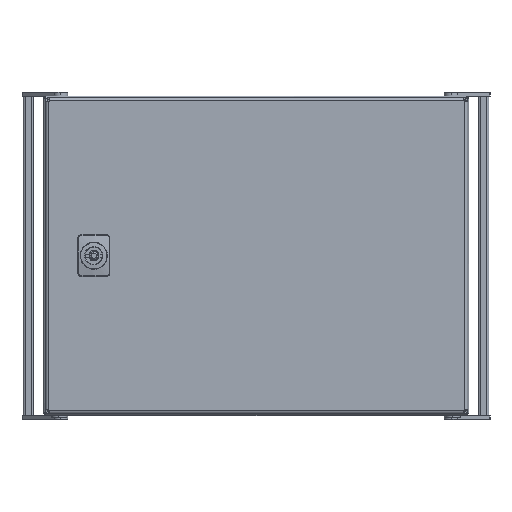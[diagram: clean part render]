
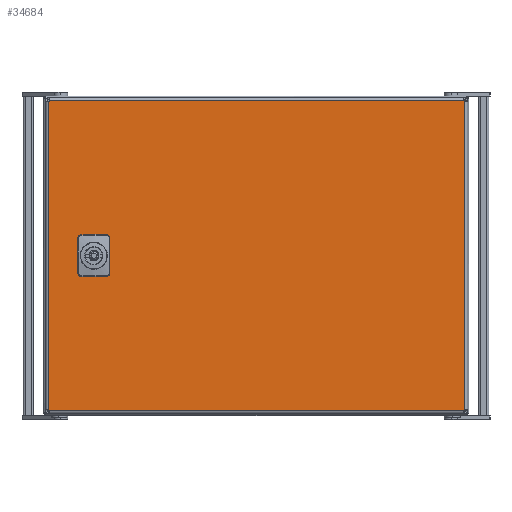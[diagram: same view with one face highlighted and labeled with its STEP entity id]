
A CAD part, top view. The second image highlights one B-rep face of the part: STEP entity #34684.
In plain terms, the highlighted face is planar.
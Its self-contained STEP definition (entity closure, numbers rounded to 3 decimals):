
#2169 = CARTESIAN_POINT ( 'NONE',  ( 195.5, 145., 0. ) ) ;
#2170 = CARTESIAN_POINT ( 'NONE',  ( 143., 5.154, 0. ) ) ;
#2186 = CARTESIAN_POINT ( 'NONE',  ( -195., -145.5, 0. ) ) ;
#2199 = CARTESIAN_POINT ( 'NONE',  ( 195., 145.5, 0. ) ) ;
#2200 = CARTESIAN_POINT ( 'NONE',  ( 163., 5.154, 0. ) ) ;
#2252 = CARTESIAN_POINT ( 'NONE',  ( 147.846, 10., 0. ) ) ;
#2292 = CARTESIAN_POINT ( 'NONE',  ( 163., -5.154, 0. ) ) ;
#2348 = CARTESIAN_POINT ( 'NONE',  ( -195.5, 145., 0. ) ) ;
#2361 = CARTESIAN_POINT ( 'NONE',  ( 147.846, -10., 0. ) ) ;
#2398 = LINE ( 'NONE', #31534, #4328 ) ;
#2507 = CARTESIAN_POINT ( 'NONE',  ( -195.5, -145., 0. ) ) ;
#2538 = CARTESIAN_POINT ( 'NONE',  ( 195., -145.5, 0. ) ) ;
#2661 = CARTESIAN_POINT ( 'NONE',  ( 158.154, 10., 0. ) ) ;
#2732 = CARTESIAN_POINT ( 'NONE',  ( 158.154, -10., 0. ) ) ;
#2816 = CARTESIAN_POINT ( 'NONE',  ( 195.5, -145., 0. ) ) ;
#2837 = CARTESIAN_POINT ( 'NONE',  ( 143., -5.154, 0. ) ) ;
#2870 = CARTESIAN_POINT ( 'NONE',  ( -195., 145.5, 0. ) ) ;
#4191 = CIRCLE ( 'NONE', #38916, 2.5 ) ;
#4193 = VECTOR ( 'NONE', #31467, 1000. ) ;
#4196 = CIRCLE ( 'NONE', #38911, 2.5 ) ;
#4197 = VECTOR ( 'NONE', #31472, 1000. ) ;
#4200 = CIRCLE ( 'NONE', #38914, 2.5 ) ;
#4204 = CIRCLE ( 'NONE', #38913, 2.5 ) ;
#4207 = VECTOR ( 'NONE', #31481, 1000. ) ;
#4209 = LINE ( 'NONE', #31468, #4193 ) ;
#4210 = LINE ( 'NONE', #31484, #4207 ) ;
#4213 = CIRCLE ( 'NONE', #38910, 11.25 ) ;
#4214 = LINE ( 'NONE', #31474, #4197 ) ;
#4215 = CIRCLE ( 'NONE', #38904, 11.25 ) ;
#4216 = VECTOR ( 'NONE', #31494, 1000. ) ;
#4249 = LINE ( 'NONE', #31498, #4216 ) ;
#4253 = VECTOR ( 'NONE', #31489, 1000. ) ;
#4257 = VECTOR ( 'NONE', #31502, 1000. ) ;
#4259 = LINE ( 'NONE', #31505, #4257 ) ;
#4264 = CIRCLE ( 'NONE', #38909, 11.25 ) ;
#4265 = VECTOR ( 'NONE', #31506, 1000. ) ;
#4267 = CIRCLE ( 'NONE', #38905, 11.25 ) ;
#4295 = LINE ( 'NONE', #31512, #4265 ) ;
#4302 = LINE ( 'NONE', #31490, #4253 ) ;
#4328 = VECTOR ( 'NONE', #31533, 1000. ) ;
#11219 = EDGE_LOOP ( 'NONE', ( #12526, #12530, #12532, #12534, #12536, #12539, #12541, #12543 ) ) ;
#11221 = EDGE_LOOP ( 'NONE', ( #12546, #12547, #12548, #12550, #12557, #12558, #12560, #12562 ) ) ;
#12526 = ORIENTED_EDGE ( 'NONE', *, *, #13483, .F. ) ;
#12530 = ORIENTED_EDGE ( 'NONE', *, *, #13472, .F. ) ;
#12532 = ORIENTED_EDGE ( 'NONE', *, *, #13490, .F. ) ;
#12534 = ORIENTED_EDGE ( 'NONE', *, *, #13494, .F. ) ;
#12536 = ORIENTED_EDGE ( 'NONE', *, *, #13444, .F. ) ;
#12539 = ORIENTED_EDGE ( 'NONE', *, *, #13469, .F. ) ;
#12541 = ORIENTED_EDGE ( 'NONE', *, *, #13497, .F. ) ;
#12543 = ORIENTED_EDGE ( 'NONE', *, *, #13502, .F. ) ;
#12546 = ORIENTED_EDGE ( 'NONE', *, *, #13508, .F. ) ;
#12547 = ORIENTED_EDGE ( 'NONE', *, *, #13505, .T. ) ;
#12548 = ORIENTED_EDGE ( 'NONE', *, *, #13512, .T. ) ;
#12550 = ORIENTED_EDGE ( 'NONE', *, *, #13510, .T. ) ;
#12557 = ORIENTED_EDGE ( 'NONE', *, *, #13514, .F. ) ;
#12558 = ORIENTED_EDGE ( 'NONE', *, *, #13516, .T. ) ;
#12560 = ORIENTED_EDGE ( 'NONE', *, *, #13521, .T. ) ;
#12562 = ORIENTED_EDGE ( 'NONE', *, *, #13524, .T. ) ;
#13444 = EDGE_CURVE ( 'NONE', #36913, #36864, #2398, .T. ) ;
#13469 = EDGE_CURVE ( 'NONE', #36775, #36913, #4267, .T. ) ;
#13472 = EDGE_CURVE ( 'NONE', #36827, #36723, #4264, .T. ) ;
#13483 = EDGE_CURVE ( 'NONE', #36723, #36929, #4295, .T. ) ;
#13490 = EDGE_CURVE ( 'NONE', #36750, #36827, #4259, .T. ) ;
#13494 = EDGE_CURVE ( 'NONE', #36864, #36750, #4215, .T. ) ;
#13497 = EDGE_CURVE ( 'NONE', #36885, #36775, #4249, .T. ) ;
#13502 = EDGE_CURVE ( 'NONE', #36929, #36885, #4213, .T. ) ;
#13505 = EDGE_CURVE ( 'NONE', #36817, #36834, #4302, .T. ) ;
#13508 = EDGE_CURVE ( 'NONE', #36817, #36921, #4204, .T. ) ;
#13510 = EDGE_CURVE ( 'NONE', #36714, #36914, #4210, .T. ) ;
#13512 = EDGE_CURVE ( 'NONE', #36834, #36714, #4200, .T. ) ;
#13514 = EDGE_CURVE ( 'NONE', #36930, #36914, #4196, .T. ) ;
#13516 = EDGE_CURVE ( 'NONE', #36930, #36732, #4214, .T. ) ;
#13521 = EDGE_CURVE ( 'NONE', #36732, #36812, #4191, .T. ) ;
#13524 = EDGE_CURVE ( 'NONE', #36812, #36921, #4209, .T. ) ;
#18327 = DIRECTION ( 'NONE',  ( 1., 0., 0. ) ) ;
#18330 = DIRECTION ( 'NONE',  ( 0., 0., 1. ) ) ;
#18331 = PLANE ( 'NONE',  #39550 ) ;
#18332 = CARTESIAN_POINT ( 'NONE',  ( -210.5, -160.5, 0. ) ) ;
#31467 = DIRECTION ( 'NONE',  ( -1., 0., 0. ) ) ;
#31468 = CARTESIAN_POINT ( 'NONE',  ( -210.5, -145.5, 0. ) ) ;
#31470 = DIRECTION ( 'NONE',  ( -1., 0., 0. ) ) ;
#31472 = DIRECTION ( 'NONE',  ( 0., -1., 0. ) ) ;
#31473 = DIRECTION ( 'NONE',  ( 0., 0., 1. ) ) ;
#31474 = CARTESIAN_POINT ( 'NONE',  ( 195.5, -160.5, 0. ) ) ;
#31475 = DIRECTION ( 'NONE',  ( -1., 0., 0. ) ) ;
#31476 = DIRECTION ( 'NONE',  ( 0., 0., -1. ) ) ;
#31477 = DIRECTION ( 'NONE',  ( 1., 0., 0. ) ) ;
#31479 = DIRECTION ( 'NONE',  ( 0., 0., 1. ) ) ;
#31480 = CARTESIAN_POINT ( 'NONE',  ( 197., 147., 0. ) ) ;
#31481 = DIRECTION ( 'NONE',  ( 1., 0., 0. ) ) ;
#31482 = CARTESIAN_POINT ( 'NONE',  ( 197., -147., 0. ) ) ;
#31484 = CARTESIAN_POINT ( 'NONE',  ( -210.5, 145.5, 0. ) ) ;
#31486 = DIRECTION ( 'NONE',  ( 1., 0., 0. ) ) ;
#31487 = DIRECTION ( 'NONE',  ( 0., 0., -1. ) ) ;
#31488 = CARTESIAN_POINT ( 'NONE',  ( -197., 147., 0. ) ) ;
#31489 = DIRECTION ( 'NONE',  ( 0., 1., 0. ) ) ;
#31490 = CARTESIAN_POINT ( 'NONE',  ( -195.5, -160.5, 0. ) ) ;
#31491 = CARTESIAN_POINT ( 'NONE',  ( -197., -147., 0. ) ) ;
#31492 = DIRECTION ( 'NONE',  ( 1., 0., 0. ) ) ;
#31494 = DIRECTION ( 'NONE',  ( 1., 0., 0. ) ) ;
#31497 = DIRECTION ( 'NONE',  ( 0., 0., -1. ) ) ;
#31498 = CARTESIAN_POINT ( 'NONE',  ( 147.846, 10., 0. ) ) ;
#31499 = DIRECTION ( 'NONE',  ( 1., 0., 0. ) ) ;
#31500 = DIRECTION ( 'NONE',  ( 0., 0., -1. ) ) ;
#31501 = CARTESIAN_POINT ( 'NONE',  ( 153., 0., 0. ) ) ;
#31502 = DIRECTION ( 'NONE',  ( -1., 0., 0. ) ) ;
#31503 = CARTESIAN_POINT ( 'NONE',  ( 153., 0., 0. ) ) ;
#31505 = CARTESIAN_POINT ( 'NONE',  ( 147.846, -10., 0. ) ) ;
#31506 = DIRECTION ( 'NONE',  ( 0., 1., 0. ) ) ;
#31512 = CARTESIAN_POINT ( 'NONE',  ( 143., 5.154, 0. ) ) ;
#31513 = DIRECTION ( 'NONE',  ( 1., 0., 0. ) ) ;
#31514 = DIRECTION ( 'NONE',  ( 0., 0., -1. ) ) ;
#31516 = DIRECTION ( 'NONE',  ( 1., 0., 0. ) ) ;
#31517 = CARTESIAN_POINT ( 'NONE',  ( 153., 0., 0. ) ) ;
#31520 = DIRECTION ( 'NONE',  ( 0., 0., -1. ) ) ;
#31530 = CARTESIAN_POINT ( 'NONE',  ( 153., 0., 0. ) ) ;
#31533 = DIRECTION ( 'NONE',  ( 0., -1., 0. ) ) ;
#31534 = CARTESIAN_POINT ( 'NONE',  ( 163., 5.154, 0. ) ) ;
#34684 = ADVANCED_FACE ( 'NONE', ( #43001, #43004 ), #18331, .F. ) ;
#36714 = VERTEX_POINT ( 'NONE', #2870 ) ;
#36723 = VERTEX_POINT ( 'NONE', #2837 ) ;
#36732 = VERTEX_POINT ( 'NONE', #2816 ) ;
#36750 = VERTEX_POINT ( 'NONE', #2732 ) ;
#36775 = VERTEX_POINT ( 'NONE', #2661 ) ;
#36812 = VERTEX_POINT ( 'NONE', #2538 ) ;
#36817 = VERTEX_POINT ( 'NONE', #2507 ) ;
#36827 = VERTEX_POINT ( 'NONE', #2361 ) ;
#36834 = VERTEX_POINT ( 'NONE', #2348 ) ;
#36864 = VERTEX_POINT ( 'NONE', #2292 ) ;
#36885 = VERTEX_POINT ( 'NONE', #2252 ) ;
#36913 = VERTEX_POINT ( 'NONE', #2200 ) ;
#36914 = VERTEX_POINT ( 'NONE', #2199 ) ;
#36921 = VERTEX_POINT ( 'NONE', #2186 ) ;
#36929 = VERTEX_POINT ( 'NONE', #2170 ) ;
#36930 = VERTEX_POINT ( 'NONE', #2169 ) ;
#38904 = AXIS2_PLACEMENT_3D ( 'NONE', #31503, #31500, #31499 ) ;
#38905 = AXIS2_PLACEMENT_3D ( 'NONE', #31530, #31520, #31516 ) ;
#38909 = AXIS2_PLACEMENT_3D ( 'NONE', #31517, #31514, #31513 ) ;
#38910 = AXIS2_PLACEMENT_3D ( 'NONE', #31501, #31497, #31492 ) ;
#38911 = AXIS2_PLACEMENT_3D ( 'NONE', #31480, #31476, #31475 ) ;
#38913 = AXIS2_PLACEMENT_3D ( 'NONE', #31491, #31487, #31486 ) ;
#38914 = AXIS2_PLACEMENT_3D ( 'NONE', #31488, #31479, #31477 ) ;
#38916 = AXIS2_PLACEMENT_3D ( 'NONE', #31482, #31473, #31470 ) ;
#39550 = AXIS2_PLACEMENT_3D ( 'NONE', #18332, #18330, #18327 ) ;
#43001 = FACE_BOUND ( 'NONE', #11219, .T. ) ;
#43004 = FACE_OUTER_BOUND ( 'NONE', #11221, .T. ) ;
